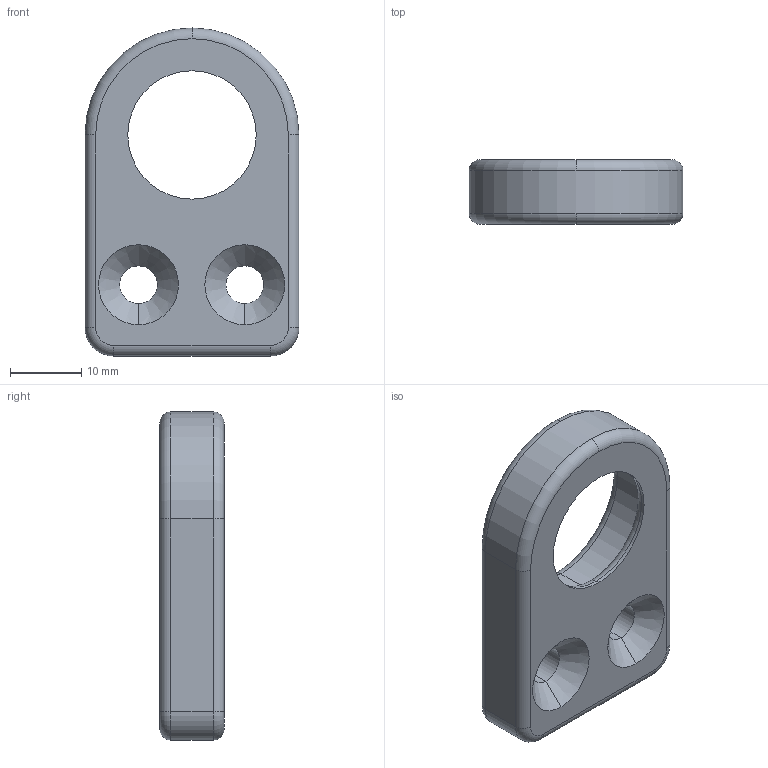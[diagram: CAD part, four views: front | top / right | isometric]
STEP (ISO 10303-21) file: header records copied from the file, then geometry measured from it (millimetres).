
FILE_DESCRIPTION (( 'STEP AP214' ), '1' );
FILE_NAME ('topLeadscrewStab.STEP', '2025-03-07T07:16:24', ( '' ), ( '' ), 'SwSTEP 2.0', 'SolidWorks 2024', '' );
FILE_SCHEMA (( 'AUTOMOTIVE_DESIGN' ));
Length unit declared in the file: millimetre
Products named in the file (1): topLeadscrewStab
Bounding box: 30 x 9 x 46 mm (x, y, z)
Volume: 7408.6 mm3; surface area: 3793.2 mm2
Topology: 1 solids, 1 shells, 39 faces, 88 edges, 52 vertices
Faces by surface type: cylinder 17, torus 12, plane 6, cone 4
Entity records: 1564 total; most frequent: DIRECTION 226, CARTESIAN_POINT 180, ORIENTED_EDGE 176, AXIS2_PLACEMENT_3D 98, EDGE_CURVE 88, CIRCLE 58, VERTEX_POINT 52, EDGE_LOOP 46
